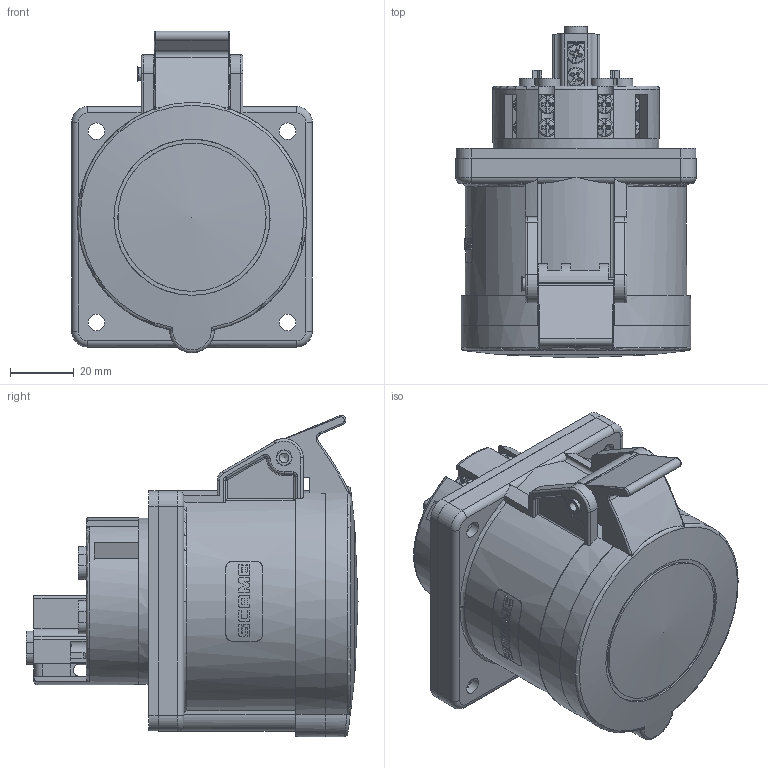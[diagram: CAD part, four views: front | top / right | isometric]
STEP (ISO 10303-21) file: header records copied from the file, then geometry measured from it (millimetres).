
FILE_DESCRIPTION(/* description */ (''),/* implementation_level */ '2;1');
FILE_NAME(/* name */ '4003628.stp',/* time_stamp */ '2019-03-01T11:37:38+01:00',/* author */ (''),/* organization */ (''),/* preprocessor_version */ 'ST-DEVELOPER v16.7',/* originating_system */ 'SIEMENS PLM Software NX 12.0',/* authorisation */ '');
FILE_SCHEMA (('AUTOMOTIVE_DESIGN { 1 0 10303 214 3 1 1 1 }'));
Length unit declared in the file: millimetre
Products named in the file (1): bsom23CC53FBp455
Bounding box: 75.5 x 104.2 x 100.86 mm (x, y, z)
Volume: 141675.8 mm3; surface area: 128707.9 mm2
Topology: 19 solids, 19 shells, 2506 faces, 6216 edges, 3709 vertices
Faces by surface type: cylinder 811, plane 799, bspline 442, torus 251, sphere 126, cone 73, revolution 4
Full cylindrical faces by diameter (mm): 1.8 x3, 1.875 x3, 2.5 x3, 2.7 x3, 3 x2, 3.5 x12, 4 x1, 4.2 x7, 4.3 x5, 4.7 x1, 5 x4, 5.2 x4, 5.4 x4, 5.5 x5, 5.8 x6, 6 x4, 7.3 x4, 8.1 x1, 8.5 x4, 9.4 x1, 10 x1, 10.5 x1, 11 x4, 13 x1, 46.5 x1, 49 x1, 52.2 x2, 56 x1, 59 x1
Entity records: 96560 total; most frequent: CARTESIAN_POINT 40816, ORIENTED_EDGE 11674, DIRECTION 11464, EDGE_CURVE 5837, AXIS2_PLACEMENT_3D 4538, VERTEX_POINT 3597, EDGE_LOOP 2798, ADVANCED_FACE 2505
